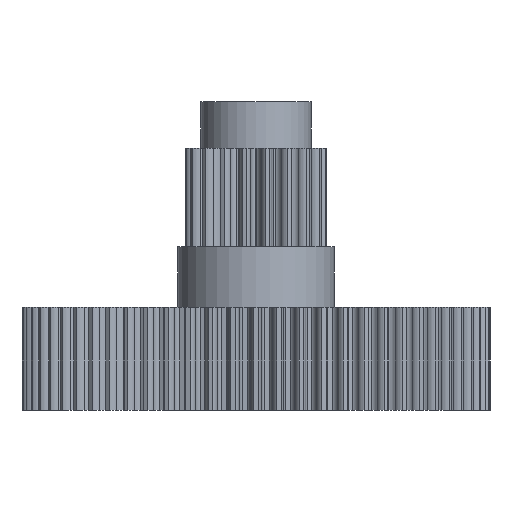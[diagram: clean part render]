
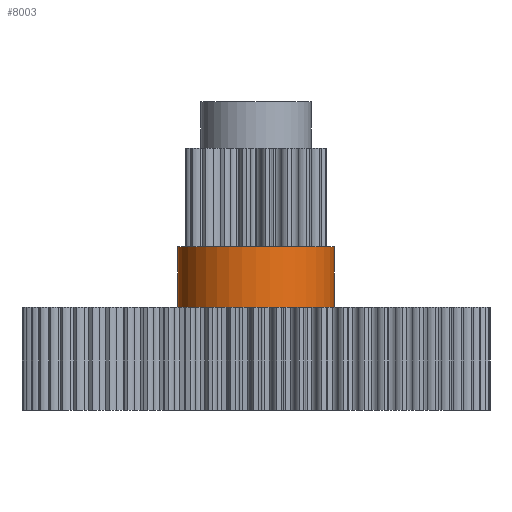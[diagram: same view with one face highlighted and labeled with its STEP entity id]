
A CAD part, front view. The second image highlights one B-rep face of the part: STEP entity #8003.
In plain terms, the highlighted cylindrical face has radius 8.375 mm (diameter 16.75 mm), a partial arc.
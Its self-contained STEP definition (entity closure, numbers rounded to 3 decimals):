
#148 = CARTESIAN_POINT ( 'NONE',  ( -8.375, -20.226, 11. ) ) ;
#952 = VECTOR ( 'NONE', #3990, 1000. ) ;
#1029 = ORIENTED_EDGE ( 'NONE', *, *, #12373, .F. ) ;
#1337 = CIRCLE ( 'NONE', #10979, 8.375 ) ;
#1494 = VERTEX_POINT ( 'NONE', #15142 ) ;
#1607 = CARTESIAN_POINT ( 'NONE',  ( 0., -20.226, 33.001 ) ) ;
#2624 = CYLINDRICAL_SURFACE ( 'NONE', #16238, 8.375 ) ;
#2954 = EDGE_CURVE ( 'NONE', #14725, #14857, #12274, .T. ) ;
#3990 = DIRECTION ( 'NONE',  ( 0., 0., -1. ) ) ;
#4130 = CARTESIAN_POINT ( 'NONE',  ( -8.375, -20.226, 33.001 ) ) ;
#5790 = EDGE_CURVE ( 'NONE', #14857, #13413, #1337, .T. ) ;
#6060 = LINE ( 'NONE', #10907, #17375 ) ;
#6128 = DIRECTION ( 'NONE',  ( 1., 0., 0. ) ) ;
#6371 = DIRECTION ( 'NONE',  ( 0., 0., -1. ) ) ;
#8003 = ADVANCED_FACE ( 'NONE', ( #10289 ), #2624, .T. ) ;
#8070 = ORIENTED_EDGE ( 'NONE', *, *, #2954, .T. ) ;
#10289 = FACE_OUTER_BOUND ( 'NONE', #13676, .T. ) ;
#10512 = ORIENTED_EDGE ( 'NONE', *, *, #5790, .T. ) ;
#10600 = CARTESIAN_POINT ( 'NONE',  ( 0., -20.226, 11. ) ) ;
#10673 = DIRECTION ( 'NONE',  ( 0., 0., 1. ) ) ;
#10821 = ORIENTED_EDGE ( 'NONE', *, *, #13551, .F. ) ;
#10907 = CARTESIAN_POINT ( 'NONE',  ( 8.375, -20.226, 33.001 ) ) ;
#10979 = AXIS2_PLACEMENT_3D ( 'NONE', #10600, #11943, #6128 ) ;
#11240 = DIRECTION ( 'NONE',  ( 1., 0., 0. ) ) ;
#11943 = DIRECTION ( 'NONE',  ( 0., 0., 1. ) ) ;
#12026 = DIRECTION ( 'NONE',  ( -1., 0., 0. ) ) ;
#12274 = LINE ( 'NONE', #4130, #952 ) ;
#12373 = EDGE_CURVE ( 'NONE', #14725, #1494, #13243, .T. ) ;
#13243 = CIRCLE ( 'NONE', #15052, 8.375 ) ;
#13413 = VERTEX_POINT ( 'NONE', #14890 ) ;
#13551 = EDGE_CURVE ( 'NONE', #1494, #13413, #6060, .T. ) ;
#13676 = EDGE_LOOP ( 'NONE', ( #10821, #1029, #8070, #10512 ) ) ;
#14725 = VERTEX_POINT ( 'NONE', #16072 ) ;
#14857 = VERTEX_POINT ( 'NONE', #148 ) ;
#14890 = CARTESIAN_POINT ( 'NONE',  ( 8.375, -20.226, 11. ) ) ;
#15052 = AXIS2_PLACEMENT_3D ( 'NONE', #15086, #10673, #11240 ) ;
#15086 = CARTESIAN_POINT ( 'NONE',  ( 0., -20.226, 17.5 ) ) ;
#15142 = CARTESIAN_POINT ( 'NONE',  ( 8.375, -20.226, 17.5 ) ) ;
#16072 = CARTESIAN_POINT ( 'NONE',  ( -8.375, -20.226, 17.5 ) ) ;
#16238 = AXIS2_PLACEMENT_3D ( 'NONE', #1607, #17957, #12026 ) ;
#17375 = VECTOR ( 'NONE', #6371, 1000. ) ;
#17957 = DIRECTION ( 'NONE',  ( 0., 0., -1. ) ) ;
